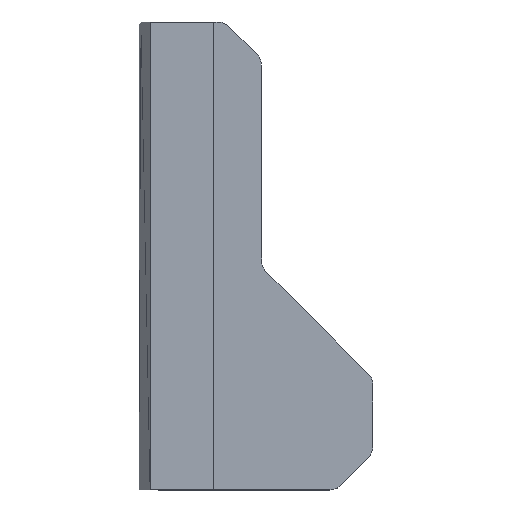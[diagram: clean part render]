
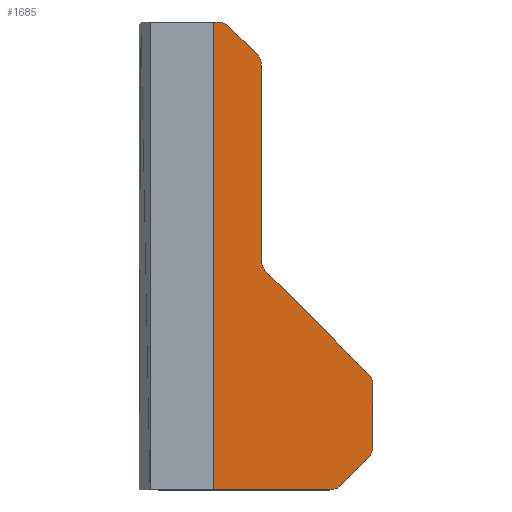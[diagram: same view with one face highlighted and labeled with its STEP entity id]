
A CAD part, top view. The second image highlights one B-rep face of the part: STEP entity #1685.
In plain terms, the highlighted planar face has unit normal (0, 0, 1).
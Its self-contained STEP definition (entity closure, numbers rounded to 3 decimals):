
#21 = EDGE_CURVE('',#22,#24,#26,.T.);
#22 = VERTEX_POINT('',#23);
#23 = CARTESIAN_POINT('',(161.033,118.837,1.));
#24 = VERTEX_POINT('',#25);
#25 = CARTESIAN_POINT('',(161.336,119.086,1.));
#26 = LINE('',#27,#28);
#27 = CARTESIAN_POINT('',(161.033,118.837,1.));
#28 = VECTOR('',#29,1.);
#29 = DIRECTION('',(0.773,0.634,0.));
#483 = EDGE_CURVE('',#484,#22,#486,.T.);
#484 = VERTEX_POINT('',#485);
#485 = CARTESIAN_POINT('',(160.687,118.652,1.));
#486 = LINE('',#487,#488);
#487 = CARTESIAN_POINT('',(160.687,118.652,1.));
#488 = VECTOR('',#489,1.);
#489 = DIRECTION('',(0.882,0.471,0.));
#538 = EDGE_CURVE('',#539,#484,#541,.T.);
#539 = VERTEX_POINT('',#540);
#540 = CARTESIAN_POINT('',(160.312,118.538,1.));
#541 = LINE('',#542,#543);
#542 = CARTESIAN_POINT('',(160.312,118.538,1.));
#543 = VECTOR('',#544,1.);
#544 = DIRECTION('',(0.957,0.29,0.));
#578 = EDGE_CURVE('',#579,#539,#581,.T.);
#579 = VERTEX_POINT('',#580);
#580 = CARTESIAN_POINT('',(159.922,118.5,1.));
#581 = LINE('',#582,#583);
#582 = CARTESIAN_POINT('',(159.922,118.5,1.));
#583 = VECTOR('',#584,1.);
#584 = DIRECTION('',(0.995,0.098,0.));
#1606 = VERTEX_POINT('',#1607);
#1607 = CARTESIAN_POINT('',(144.25,181.5,1.));
#1613 = EDGE_CURVE('',#1614,#1606,#1616,.T.);
#1614 = VERTEX_POINT('',#1615);
#1615 = CARTESIAN_POINT('',(144.922,181.5,1.));
#1616 = LINE('',#1617,#1618);
#1617 = CARTESIAN_POINT('',(144.922,181.5,1.));
#1618 = VECTOR('',#1619,1.);
#1619 = DIRECTION('',(-1.,0.,0.));
#1667 = VERTEX_POINT('',#1668);
#1668 = CARTESIAN_POINT('',(144.25,118.5,1.));
#1674 = EDGE_CURVE('',#1606,#1667,#1675,.T.);
#1675 = LINE('',#1676,#1677);
#1676 = CARTESIAN_POINT('',(144.25,181.5,1.));
#1677 = VECTOR('',#1678,1.);
#1678 = DIRECTION('',(0.,-1.,0.));
#1685 = ADVANCED_FACE('',(#1686),#1882,.T.);
#1686 = FACE_BOUND('',#1687,.T.);
#1687 = EDGE_LOOP('',(#1688,#1689,#1695,#1696,#1697,#1698,#1699,#1707,
    #1715,#1723,#1731,#1739,#1747,#1755,#1763,#1771,#1779,#1787,#1795,
    #1803,#1811,#1819,#1827,#1835,#1843,#1851,#1859,#1867,#1875,#1881));
#1688 = ORIENTED_EDGE('',*,*,#1674,.T.);
#1689 = ORIENTED_EDGE('',*,*,#1690,.T.);
#1690 = EDGE_CURVE('',#1667,#579,#1691,.T.);
#1691 = LINE('',#1692,#1693);
#1692 = CARTESIAN_POINT('',(144.25,118.5,1.));
#1693 = VECTOR('',#1694,1.);
#1694 = DIRECTION('',(1.,0.,0.));
#1695 = ORIENTED_EDGE('',*,*,#578,.T.);
#1696 = ORIENTED_EDGE('',*,*,#538,.T.);
#1697 = ORIENTED_EDGE('',*,*,#483,.T.);
#1698 = ORIENTED_EDGE('',*,*,#21,.T.);
#1699 = ORIENTED_EDGE('',*,*,#1700,.T.);
#1700 = EDGE_CURVE('',#24,#1701,#1703,.T.);
#1701 = VERTEX_POINT('',#1702);
#1702 = CARTESIAN_POINT('',(165.164,122.914,1.));
#1703 = LINE('',#1704,#1705);
#1704 = CARTESIAN_POINT('',(161.336,119.086,1.));
#1705 = VECTOR('',#1706,1.);
#1706 = DIRECTION('',(0.707,0.707,0.));
#1707 = ORIENTED_EDGE('',*,*,#1708,.T.);
#1708 = EDGE_CURVE('',#1701,#1709,#1711,.T.);
#1709 = VERTEX_POINT('',#1710);
#1710 = CARTESIAN_POINT('',(165.482,123.328,1.));
#1711 = LINE('',#1712,#1713);
#1712 = CARTESIAN_POINT('',(165.164,122.914,1.));
#1713 = VECTOR('',#1714,1.);
#1714 = DIRECTION('',(0.609,0.793,0.));
#1715 = ORIENTED_EDGE('',*,*,#1716,.T.);
#1716 = EDGE_CURVE('',#1709,#1717,#1719,.T.);
#1717 = VERTEX_POINT('',#1718);
#1718 = CARTESIAN_POINT('',(165.682,123.811,1.));
#1719 = LINE('',#1720,#1721);
#1720 = CARTESIAN_POINT('',(165.482,123.328,1.));
#1721 = VECTOR('',#1722,1.);
#1722 = DIRECTION('',(0.383,0.924,0.));
#1723 = ORIENTED_EDGE('',*,*,#1724,.T.);
#1724 = EDGE_CURVE('',#1717,#1725,#1727,.T.);
#1725 = VERTEX_POINT('',#1726);
#1726 = CARTESIAN_POINT('',(165.75,124.328,1.));
#1727 = LINE('',#1728,#1729);
#1728 = CARTESIAN_POINT('',(165.682,123.811,1.));
#1729 = VECTOR('',#1730,1.);
#1730 = DIRECTION('',(0.131,0.991,0.));
#1731 = ORIENTED_EDGE('',*,*,#1732,.F.);
#1732 = EDGE_CURVE('',#1733,#1725,#1735,.T.);
#1733 = VERTEX_POINT('',#1734);
#1734 = CARTESIAN_POINT('',(165.75,132.672,1.));
#1735 = LINE('',#1736,#1737);
#1736 = CARTESIAN_POINT('',(165.75,132.672,1.));
#1737 = VECTOR('',#1738,1.);
#1738 = DIRECTION('',(0.,-1.,0.));
#1739 = ORIENTED_EDGE('',*,*,#1740,.T.);
#1740 = EDGE_CURVE('',#1733,#1741,#1743,.T.);
#1741 = VERTEX_POINT('',#1742);
#1742 = CARTESIAN_POINT('',(165.712,133.062,1.));
#1743 = LINE('',#1744,#1745);
#1744 = CARTESIAN_POINT('',(165.75,132.672,1.));
#1745 = VECTOR('',#1746,1.);
#1746 = DIRECTION('',(-0.098,0.995,0.));
#1747 = ORIENTED_EDGE('',*,*,#1748,.T.);
#1748 = EDGE_CURVE('',#1741,#1749,#1751,.T.);
#1749 = VERTEX_POINT('',#1750);
#1750 = CARTESIAN_POINT('',(165.598,133.437,1.));
#1751 = LINE('',#1752,#1753);
#1752 = CARTESIAN_POINT('',(165.712,133.062,1.));
#1753 = VECTOR('',#1754,1.);
#1754 = DIRECTION('',(-0.29,0.957,0.));
#1755 = ORIENTED_EDGE('',*,*,#1756,.T.);
#1756 = EDGE_CURVE('',#1749,#1757,#1759,.T.);
#1757 = VERTEX_POINT('',#1758);
#1758 = CARTESIAN_POINT('',(165.413,133.783,1.));
#1759 = LINE('',#1760,#1761);
#1760 = CARTESIAN_POINT('',(165.598,133.437,1.));
#1761 = VECTOR('',#1762,1.);
#1762 = DIRECTION('',(-0.471,0.882,0.));
#1763 = ORIENTED_EDGE('',*,*,#1764,.T.);
#1764 = EDGE_CURVE('',#1757,#1765,#1767,.T.);
#1765 = VERTEX_POINT('',#1766);
#1766 = CARTESIAN_POINT('',(165.164,134.086,1.));
#1767 = LINE('',#1768,#1769);
#1768 = CARTESIAN_POINT('',(165.413,133.783,1.));
#1769 = VECTOR('',#1770,1.);
#1770 = DIRECTION('',(-0.634,0.773,0.));
#1771 = ORIENTED_EDGE('',*,*,#1772,.T.);
#1772 = EDGE_CURVE('',#1765,#1773,#1775,.T.);
#1773 = VERTEX_POINT('',#1774);
#1774 = CARTESIAN_POINT('',(151.336,147.914,1.));
#1775 = LINE('',#1776,#1777);
#1776 = CARTESIAN_POINT('',(165.164,134.086,1.));
#1777 = VECTOR('',#1778,1.);
#1778 = DIRECTION('',(-0.707,0.707,0.));
#1779 = ORIENTED_EDGE('',*,*,#1780,.T.);
#1780 = EDGE_CURVE('',#1773,#1781,#1783,.T.);
#1781 = VERTEX_POINT('',#1782);
#1782 = CARTESIAN_POINT('',(151.087,148.217,1.));
#1783 = LINE('',#1784,#1785);
#1784 = CARTESIAN_POINT('',(151.336,147.914,1.));
#1785 = VECTOR('',#1786,1.);
#1786 = DIRECTION('',(-0.634,0.773,0.));
#1787 = ORIENTED_EDGE('',*,*,#1788,.T.);
#1788 = EDGE_CURVE('',#1781,#1789,#1791,.T.);
#1789 = VERTEX_POINT('',#1790);
#1790 = CARTESIAN_POINT('',(150.902,148.563,1.));
#1791 = LINE('',#1792,#1793);
#1792 = CARTESIAN_POINT('',(151.087,148.217,1.));
#1793 = VECTOR('',#1794,1.);
#1794 = DIRECTION('',(-0.471,0.882,0.));
#1795 = ORIENTED_EDGE('',*,*,#1796,.T.);
#1796 = EDGE_CURVE('',#1789,#1797,#1799,.T.);
#1797 = VERTEX_POINT('',#1798);
#1798 = CARTESIAN_POINT('',(150.788,148.938,1.));
#1799 = LINE('',#1800,#1801);
#1800 = CARTESIAN_POINT('',(150.902,148.563,1.));
#1801 = VECTOR('',#1802,1.);
#1802 = DIRECTION('',(-0.29,0.957,0.));
#1803 = ORIENTED_EDGE('',*,*,#1804,.T.);
#1804 = EDGE_CURVE('',#1797,#1805,#1807,.T.);
#1805 = VERTEX_POINT('',#1806);
#1806 = CARTESIAN_POINT('',(150.75,149.328,1.));
#1807 = LINE('',#1808,#1809);
#1808 = CARTESIAN_POINT('',(150.788,148.938,1.));
#1809 = VECTOR('',#1810,1.);
#1810 = DIRECTION('',(-0.098,0.995,0.));
#1811 = ORIENTED_EDGE('',*,*,#1812,.T.);
#1812 = EDGE_CURVE('',#1805,#1813,#1815,.T.);
#1813 = VERTEX_POINT('',#1814);
#1814 = CARTESIAN_POINT('',(150.75,175.672,1.));
#1815 = LINE('',#1816,#1817);
#1816 = CARTESIAN_POINT('',(150.75,149.328,1.));
#1817 = VECTOR('',#1818,1.);
#1818 = DIRECTION('',(0.,1.,0.));
#1819 = ORIENTED_EDGE('',*,*,#1820,.T.);
#1820 = EDGE_CURVE('',#1813,#1821,#1823,.T.);
#1821 = VERTEX_POINT('',#1822);
#1822 = CARTESIAN_POINT('',(150.712,176.062,1.));
#1823 = LINE('',#1824,#1825);
#1824 = CARTESIAN_POINT('',(150.75,175.672,1.));
#1825 = VECTOR('',#1826,1.);
#1826 = DIRECTION('',(-0.098,0.995,0.));
#1827 = ORIENTED_EDGE('',*,*,#1828,.T.);
#1828 = EDGE_CURVE('',#1821,#1829,#1831,.T.);
#1829 = VERTEX_POINT('',#1830);
#1830 = CARTESIAN_POINT('',(150.598,176.437,1.));
#1831 = LINE('',#1832,#1833);
#1832 = CARTESIAN_POINT('',(150.712,176.062,1.));
#1833 = VECTOR('',#1834,1.);
#1834 = DIRECTION('',(-0.29,0.957,0.));
#1835 = ORIENTED_EDGE('',*,*,#1836,.T.);
#1836 = EDGE_CURVE('',#1829,#1837,#1839,.T.);
#1837 = VERTEX_POINT('',#1838);
#1838 = CARTESIAN_POINT('',(150.413,176.783,1.));
#1839 = LINE('',#1840,#1841);
#1840 = CARTESIAN_POINT('',(150.598,176.437,1.));
#1841 = VECTOR('',#1842,1.);
#1842 = DIRECTION('',(-0.471,0.882,0.));
#1843 = ORIENTED_EDGE('',*,*,#1844,.T.);
#1844 = EDGE_CURVE('',#1837,#1845,#1847,.T.);
#1845 = VERTEX_POINT('',#1846);
#1846 = CARTESIAN_POINT('',(150.164,177.086,1.));
#1847 = LINE('',#1848,#1849);
#1848 = CARTESIAN_POINT('',(150.413,176.783,1.));
#1849 = VECTOR('',#1850,1.);
#1850 = DIRECTION('',(-0.634,0.773,0.));
#1851 = ORIENTED_EDGE('',*,*,#1852,.T.);
#1852 = EDGE_CURVE('',#1845,#1853,#1855,.T.);
#1853 = VERTEX_POINT('',#1854);
#1854 = CARTESIAN_POINT('',(146.336,180.914,1.));
#1855 = LINE('',#1856,#1857);
#1856 = CARTESIAN_POINT('',(150.164,177.086,1.));
#1857 = VECTOR('',#1858,1.);
#1858 = DIRECTION('',(-0.707,0.707,0.));
#1859 = ORIENTED_EDGE('',*,*,#1860,.T.);
#1860 = EDGE_CURVE('',#1853,#1861,#1863,.T.);
#1861 = VERTEX_POINT('',#1862);
#1862 = CARTESIAN_POINT('',(145.922,181.232,1.));
#1863 = LINE('',#1864,#1865);
#1864 = CARTESIAN_POINT('',(146.336,180.914,1.));
#1865 = VECTOR('',#1866,1.);
#1866 = DIRECTION('',(-0.793,0.609,0.));
#1867 = ORIENTED_EDGE('',*,*,#1868,.T.);
#1868 = EDGE_CURVE('',#1861,#1869,#1871,.T.);
#1869 = VERTEX_POINT('',#1870);
#1870 = CARTESIAN_POINT('',(145.439,181.432,1.));
#1871 = LINE('',#1872,#1873);
#1872 = CARTESIAN_POINT('',(145.922,181.232,1.));
#1873 = VECTOR('',#1874,1.);
#1874 = DIRECTION('',(-0.924,0.383,0.));
#1875 = ORIENTED_EDGE('',*,*,#1876,.T.);
#1876 = EDGE_CURVE('',#1869,#1614,#1877,.T.);
#1877 = LINE('',#1878,#1879);
#1878 = CARTESIAN_POINT('',(145.439,181.432,1.));
#1879 = VECTOR('',#1880,1.);
#1880 = DIRECTION('',(-0.991,0.131,0.));
#1881 = ORIENTED_EDGE('',*,*,#1613,.T.);
#1882 = PLANE('',#1883);
#1883 = AXIS2_PLACEMENT_3D('',#1884,#1885,#1886);
#1884 = CARTESIAN_POINT('',(150.667,146.575,1.));
#1885 = DIRECTION('',(0.,0.,1.));
#1886 = DIRECTION('',(1.,0.,0.));
